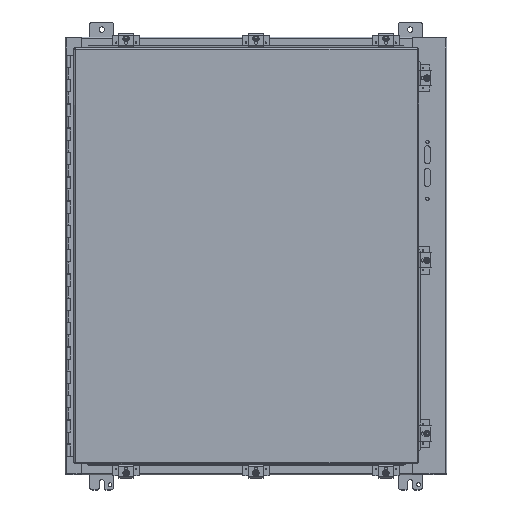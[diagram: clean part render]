
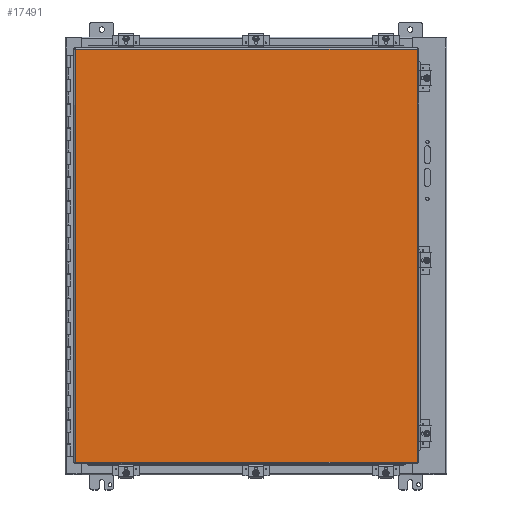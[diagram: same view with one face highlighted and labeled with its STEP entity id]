
A CAD part, top view. The second image highlights one B-rep face of the part: STEP entity #17491.
In plain terms, the highlighted planar face has unit normal (0, 0, 1).
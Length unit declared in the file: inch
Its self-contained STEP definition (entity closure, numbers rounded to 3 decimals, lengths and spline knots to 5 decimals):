
#1003=PLANE('',#18888);
#1829=FACE_OUTER_BOUND('',#2856,.T.);
#2856=EDGE_LOOP('',(#14747,#14748,#14749,#14750));
#4474=LINE('',#28372,#6111);
#4480=LINE('',#28453,#6117);
#4486=LINE('',#28535,#6123);
#4493=LINE('',#28616,#6130);
#6111=VECTOR('',#22983,33.977);
#6117=VECTOR('',#22997,28.13325);
#6123=VECTOR('',#23011,33.977);
#6130=VECTOR('',#23028,28.13325);
#8283=VERTEX_POINT('',#28363);
#8284=VERTEX_POINT('',#28371);
#8287=VERTEX_POINT('',#28445);
#8291=VERTEX_POINT('',#28527);
#10474=EDGE_CURVE('',#8284,#8283,#4474,.T.);
#10484=EDGE_CURVE('',#8283,#8287,#4480,.T.);
#10494=EDGE_CURVE('',#8287,#8291,#4486,.T.);
#10505=EDGE_CURVE('',#8291,#8284,#4493,.T.);
#14747=ORIENTED_EDGE('',*,*,#10474,.T.);
#14748=ORIENTED_EDGE('',*,*,#10484,.T.);
#14749=ORIENTED_EDGE('',*,*,#10494,.T.);
#14750=ORIENTED_EDGE('',*,*,#10505,.T.);
#17491=ADVANCED_FACE('',(#1829),#1003,.T.);
#18888=AXIS2_PLACEMENT_3D('',#28684,#23038,#23039);
#22983=DIRECTION('',(0.,1.,0.));
#22997=DIRECTION('',(-1.,0.,0.));
#23011=DIRECTION('',(0.,-1.,0.));
#23028=DIRECTION('',(1.,0.,0.));
#23038=DIRECTION('center_axis',(0.,0.,1.));
#23039=DIRECTION('ref_axis',(1.,0.,0.));
#28363=CARTESIAN_POINT('',(28.2385,34.08225,0.074));
#28371=CARTESIAN_POINT('',(28.2385,0.10525,0.074));
#28372=CARTESIAN_POINT('',(28.2385,8.5995,0.074));
#28445=CARTESIAN_POINT('',(0.10525,34.08225,0.074));
#28453=CARTESIAN_POINT('',(21.20519,34.08225,0.074));
#28527=CARTESIAN_POINT('',(0.10525,0.10525,0.074));
#28535=CARTESIAN_POINT('',(0.10525,25.588,0.074));
#28616=CARTESIAN_POINT('',(7.13856,0.10525,0.074));
#28684=CARTESIAN_POINT('Origin',(14.17188,17.09375,0.074));
